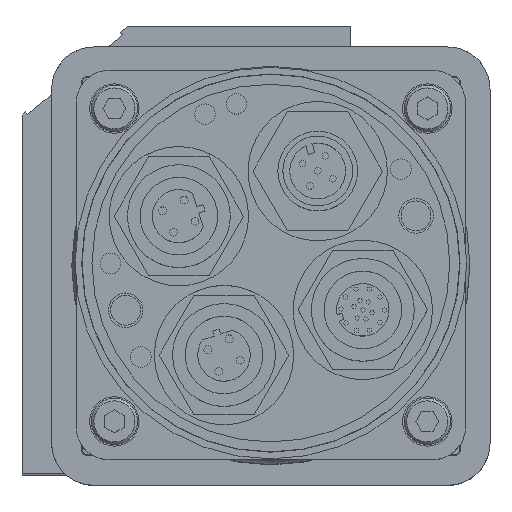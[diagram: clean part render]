
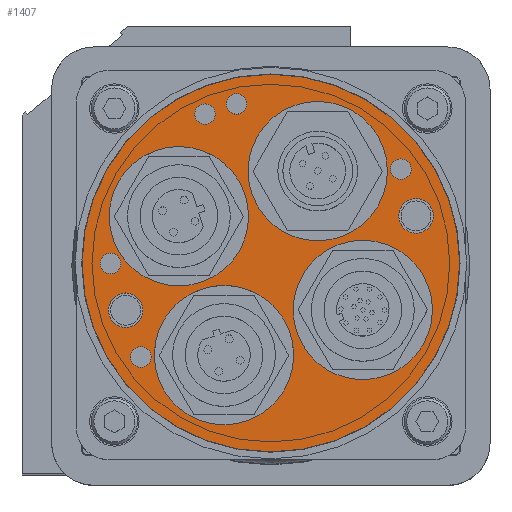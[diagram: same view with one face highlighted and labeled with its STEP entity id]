
A CAD part, top view. The second image highlights one B-rep face of the part: STEP entity #1407.
In plain terms, the highlighted face is planar.
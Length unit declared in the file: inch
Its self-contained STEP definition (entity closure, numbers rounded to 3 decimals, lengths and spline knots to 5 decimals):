
#1407 = ADVANCED_FACE ( 'NONE', ( #61502, #36209, #41263, #20354, #61181, #40930, #35228, #10222, #14956, #4831, #4500, #52042 ), #30795, .F. ) ;
#1770 = VERTEX_POINT ( 'NONE', #53063 ) ;
#2034 = EDGE_LOOP ( 'NONE', ( #61687 ) ) ;
#2433 = DIRECTION ( 'NONE',  ( -1., 0., 0. ) ) ;
#2449 = AXIS2_PLACEMENT_3D ( 'NONE', #59133, #34157, #2433 ) ;
#2777 = DIRECTION ( 'NONE',  ( 0., 0., -1. ) ) ;
#2847 = CARTESIAN_POINT ( 'NONE',  ( -1.00533, 0.20333, -10.25197 ) ) ;
#3174 = CARTESIAN_POINT ( 'NONE',  ( 0.27982, 0.86119, -10.25197 ) ) ;
#3575 = AXIS2_PLACEMENT_3D ( 'NONE', #3174, #54142, #13292 ) ;
#4265 = ORIENTED_EDGE ( 'NONE', *, *, #12457, .F. ) ;
#4459 = DIRECTION ( 'NONE',  ( 1., 0., 0. ) ) ;
#4500 = FACE_BOUND ( 'NONE', #47227, .T. ) ;
#4513 = CIRCLE ( 'NONE', #7750, 0.06102 ) ;
#4630 = CIRCLE ( 'NONE', #3575, 0.10236 ) ;
#4831 = FACE_BOUND ( 'NONE', #14901, .T. ) ;
#5563 = ORIENTED_EDGE ( 'NONE', *, *, #33118, .F. ) ;
#5914 = VERTEX_POINT ( 'NONE', #62595 ) ;
#7750 = AXIS2_PLACEMENT_3D ( 'NONE', #43609, #49670, #59465 ) ;
#8277 = DIRECTION ( 'NONE',  ( 1., 0., 0. ) ) ;
#9405 = EDGE_LOOP ( 'NONE', ( #17776 ) ) ;
#9640 = EDGE_LOOP ( 'NONE', ( #51042 ) ) ;
#9801 = EDGE_CURVE ( 'NONE', #18438, #18438, #54296, .T. ) ;
#10089 = EDGE_CURVE ( 'NONE', #17778, #17778, #32715, .T. ) ;
#10222 = FACE_BOUND ( 'NONE', #48326, .T. ) ;
#10424 = AXIS2_PLACEMENT_3D ( 'NONE', #27461, #65911, #50034 ) ;
#10970 = EDGE_CURVE ( 'NONE', #13035, #13035, #30385, .T. ) ;
#11269 = CARTESIAN_POINT ( 'NONE',  ( -0.27802, 0.54565, -10.25197 ) ) ;
#12457 = EDGE_CURVE ( 'NONE', #64689, #64689, #27609, .T. ) ;
#12947 = EDGE_LOOP ( 'NONE', ( #20922 ) ) ;
#13035 = VERTEX_POINT ( 'NONE', #54567 ) ;
#13292 = DIRECTION ( 'NONE',  ( 1., 0., 0. ) ) ;
#14901 = EDGE_LOOP ( 'NONE', ( #18481 ) ) ;
#14956 = FACE_BOUND ( 'NONE', #23361, .T. ) ;
#15744 = DIRECTION ( 'NONE',  ( 1., 0., 0. ) ) ;
#15770 = AXIS2_PLACEMENT_3D ( 'NONE', #26075, #60846, #45666 ) ;
#17187 = EDGE_CURVE ( 'NONE', #5914, #5914, #28177, .T. ) ;
#17621 = EDGE_CURVE ( 'NONE', #22105, #22105, #4513, .T. ) ;
#17776 = ORIENTED_EDGE ( 'NONE', *, *, #57425, .F. ) ;
#17778 = VERTEX_POINT ( 'NONE', #64018 ) ;
#18171 = DIRECTION ( 'NONE',  ( 0., 0., -1. ) ) ;
#18438 = VERTEX_POINT ( 'NONE', #63687 ) ;
#18481 = ORIENTED_EDGE ( 'NONE', *, *, #17621, .F. ) ;
#18698 = VERTEX_POINT ( 'NONE', #2847 ) ;
#19969 = DIRECTION ( 'NONE',  ( 0., 0., -1. ) ) ;
#20350 = CIRCLE ( 'NONE', #25699, 0.06102 ) ;
#20354 = FACE_OUTER_BOUND ( 'NONE', #22288, .T. ) ;
#20922 = ORIENTED_EDGE ( 'NONE', *, *, #17187, .F. ) ;
#21300 = DIRECTION ( 'NONE',  ( -1., 0., 0. ) ) ;
#21354 = EDGE_CURVE ( 'NONE', #18698, #18698, #51364, .T. ) ;
#21960 = VERTEX_POINT ( 'NONE', #52651 ) ;
#22105 = VERTEX_POINT ( 'NONE', #36625 ) ;
#22288 = EDGE_LOOP ( 'NONE', ( #4265 ) ) ;
#23031 = AXIS2_PLACEMENT_3D ( 'NONE', #25027, #19969, #21300 ) ;
#23361 = EDGE_LOOP ( 'NONE', ( #31431 ) ) ;
#23488 = DIRECTION ( 'NONE',  ( 0., 0., -1. ) ) ;
#23701 = VERTEX_POINT ( 'NONE', #53752 ) ;
#25027 = CARTESIAN_POINT ( 'NONE',  ( -0.88347, 0.39055, -10.25197 ) ) ;
#25699 = AXIS2_PLACEMENT_3D ( 'NONE', #29291, #18171, #64072 ) ;
#26075 = CARTESIAN_POINT ( 'NONE',  ( 0., 0., -10.25197 ) ) ;
#26144 = EDGE_LOOP ( 'NONE', ( #26612 ) ) ;
#26612 = ORIENTED_EDGE ( 'NONE', *, *, #61814, .F. ) ;
#26786 = CARTESIAN_POINT ( 'NONE',  ( 0.27802, -0.54565, -10.25197 ) ) ;
#27461 = CARTESIAN_POINT ( 'NONE',  ( -0.9443, 0.20333, -10.25197 ) ) ;
#27609 = CIRCLE ( 'NONE', #46964, 1.12008 ) ;
#27779 = DIRECTION ( 'NONE',  ( 1., 0., 0. ) ) ;
#28177 = CIRCLE ( 'NONE', #55122, 0.10236 ) ;
#28426 = AXIS2_PLACEMENT_3D ( 'NONE', #28438, #2777, #27779 ) ;
#28438 = CARTESIAN_POINT ( 'NONE',  ( 0.54565, 0.27802, -10.25197 ) ) ;
#28484 = ORIENTED_EDGE ( 'NONE', *, *, #37836, .F. ) ;
#29291 = CARTESIAN_POINT ( 'NONE',  ( 0.00272, 0.95118, -10.25197 ) ) ;
#29501 = CARTESIAN_POINT ( 'NONE',  ( -0.27982, -0.86119, -10.25197 ) ) ;
#30385 = CIRCLE ( 'NONE', #37932, 0.41339 ) ;
#30795 = PLANE ( 'NONE',  #15770 ) ;
#31067 = CARTESIAN_POINT ( 'NONE',  ( 0.38218, 0.86119, -10.25197 ) ) ;
#31431 = ORIENTED_EDGE ( 'NONE', *, *, #21354, .F. ) ;
#31739 = AXIS2_PLACEMENT_3D ( 'NONE', #11269, #43643, #59170 ) ;
#31743 = CARTESIAN_POINT ( 'NONE',  ( 0.13536, 0.54565, -10.25197 ) ) ;
#32510 = DIRECTION ( 'NONE',  ( 1., 0., 0. ) ) ;
#32715 = CIRCLE ( 'NONE', #23031, 0.06102 ) ;
#33118 = EDGE_CURVE ( 'NONE', #1770, #1770, #20350, .T. ) ;
#34157 = DIRECTION ( 'NONE',  ( 0., 0., -1. ) ) ;
#34249 = DIRECTION ( 'NONE',  ( 0., 0., -1. ) ) ;
#35228 = FACE_BOUND ( 'NONE', #53644, .T. ) ;
#36209 = FACE_BOUND ( 'NONE', #26144, .T. ) ;
#36625 = CARTESIAN_POINT ( 'NONE',  ( -0.61791, -0.77112, -10.25197 ) ) ;
#37836 = EDGE_CURVE ( 'NONE', #57720, #57720, #4630, .T. ) ;
#37932 = AXIS2_PLACEMENT_3D ( 'NONE', #59239, #23488, #4459 ) ;
#39336 = EDGE_CURVE ( 'NONE', #21960, #21960, #60651, .T. ) ;
#40930 = FACE_BOUND ( 'NONE', #2034, .T. ) ;
#41263 = FACE_BOUND ( 'NONE', #55395, .T. ) ;
#42249 = AXIS2_PLACEMENT_3D ( 'NONE', #26786, #63887, #32510 ) ;
#43609 = CARTESIAN_POINT ( 'NONE',  ( -0.55688, -0.77112, -10.25197 ) ) ;
#43643 = DIRECTION ( 'NONE',  ( 0., 0., -1. ) ) ;
#45666 = DIRECTION ( 'NONE',  ( 1., 0., 0. ) ) ;
#46964 = AXIS2_PLACEMENT_3D ( 'NONE', #61966, #57928, #15744 ) ;
#47227 = EDGE_LOOP ( 'NONE', ( #5563 ) ) ;
#47944 = CIRCLE ( 'NONE', #31739, 0.41339 ) ;
#48326 = EDGE_LOOP ( 'NONE', ( #55296 ) ) ;
#48721 = CIRCLE ( 'NONE', #42249, 0.41339 ) ;
#49670 = DIRECTION ( 'NONE',  ( 0., 0., -1. ) ) ;
#50034 = DIRECTION ( 'NONE',  ( -1., 0., 0. ) ) ;
#51042 = ORIENTED_EDGE ( 'NONE', *, *, #39336, .F. ) ;
#51364 = CIRCLE ( 'NONE', #10424, 0.06102 ) ;
#52042 = FACE_BOUND ( 'NONE', #9640, .T. ) ;
#52651 = CARTESIAN_POINT ( 'NONE',  ( 0.49586, 0.77112, -10.25197 ) ) ;
#53063 = CARTESIAN_POINT ( 'NONE',  ( -0.0583, 0.95118, -10.25197 ) ) ;
#53584 = ORIENTED_EDGE ( 'NONE', *, *, #9801, .F. ) ;
#53644 = EDGE_LOOP ( 'NONE', ( #53584 ) ) ;
#53752 = CARTESIAN_POINT ( 'NONE',  ( 0.69141, -0.54565, -10.25197 ) ) ;
#53886 = CARTESIAN_POINT ( 'NONE',  ( 1.12008, 0., -10.25197 ) ) ;
#54142 = DIRECTION ( 'NONE',  ( 0., 0., -1. ) ) ;
#54296 = CIRCLE ( 'NONE', #28426, 0.41339 ) ;
#54567 = CARTESIAN_POINT ( 'NONE',  ( -0.13227, -0.27802, -10.25197 ) ) ;
#55122 = AXIS2_PLACEMENT_3D ( 'NONE', #29501, #34249, #8277 ) ;
#55296 = ORIENTED_EDGE ( 'NONE', *, *, #10089, .F. ) ;
#55395 = EDGE_LOOP ( 'NONE', ( #28484 ) ) ;
#56402 = VERTEX_POINT ( 'NONE', #31743 ) ;
#57425 = EDGE_CURVE ( 'NONE', #23701, #23701, #48721, .T. ) ;
#57720 = VERTEX_POINT ( 'NONE', #31067 ) ;
#57928 = DIRECTION ( 'NONE',  ( 0., 0., 1. ) ) ;
#59133 = CARTESIAN_POINT ( 'NONE',  ( 0.55688, 0.77112, -10.25197 ) ) ;
#59170 = DIRECTION ( 'NONE',  ( 1., 0., 0. ) ) ;
#59239 = CARTESIAN_POINT ( 'NONE',  ( -0.54565, -0.27802, -10.25197 ) ) ;
#59465 = DIRECTION ( 'NONE',  ( -1., 0., 0. ) ) ;
#60651 = CIRCLE ( 'NONE', #2449, 0.06102 ) ;
#60846 = DIRECTION ( 'NONE',  ( 0., 0., 1. ) ) ;
#61181 = FACE_BOUND ( 'NONE', #12947, .T. ) ;
#61502 = FACE_BOUND ( 'NONE', #9405, .T. ) ;
#61687 = ORIENTED_EDGE ( 'NONE', *, *, #10970, .F. ) ;
#61814 = EDGE_CURVE ( 'NONE', #56402, #56402, #47944, .T. ) ;
#61966 = CARTESIAN_POINT ( 'NONE',  ( 0., 0., -10.25197 ) ) ;
#62595 = CARTESIAN_POINT ( 'NONE',  ( -0.17746, -0.86119, -10.25197 ) ) ;
#63687 = CARTESIAN_POINT ( 'NONE',  ( 0.95904, 0.27802, -10.25197 ) ) ;
#63887 = DIRECTION ( 'NONE',  ( 0., 0., -1. ) ) ;
#64018 = CARTESIAN_POINT ( 'NONE',  ( -0.9445, 0.39055, -10.25197 ) ) ;
#64072 = DIRECTION ( 'NONE',  ( -1., 0., 0. ) ) ;
#64689 = VERTEX_POINT ( 'NONE', #53886 ) ;
#65911 = DIRECTION ( 'NONE',  ( 0., 0., -1. ) ) ;
